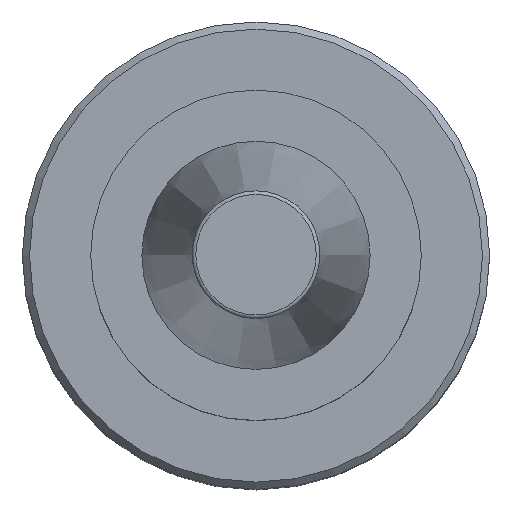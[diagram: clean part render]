
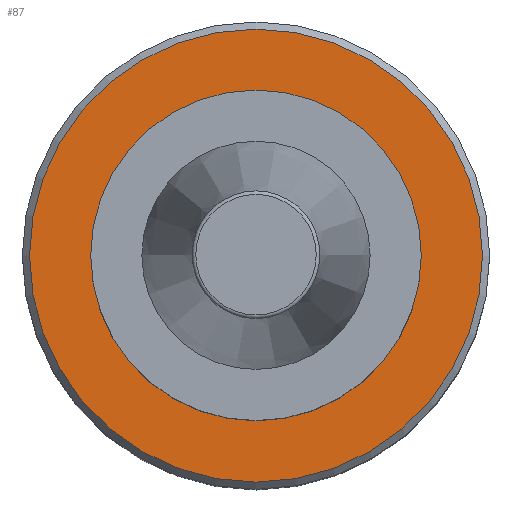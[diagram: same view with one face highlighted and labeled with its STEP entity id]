
A CAD part, top view. The second image highlights one B-rep face of the part: STEP entity #87.
In plain terms, the highlighted planar face has unit normal (0, 0, 1).
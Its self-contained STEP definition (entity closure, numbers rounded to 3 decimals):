
#53=FACE_BOUND('',#119,.T.);
#54=FACE_BOUND('',#120,.T.);
#87=ADVANCED_FACE('',(#53,#54),#104,.T.);
#104=PLANE('',#255);
#119=EDGE_LOOP('',(#157));
#120=EDGE_LOOP('',(#158));
#157=ORIENTED_EDGE('',*,*,#211,.T.);
#158=ORIENTED_EDGE('',*,*,#210,.F.);
#191=VERTEX_POINT('',#376);
#192=VERTEX_POINT('',#379);
#210=EDGE_CURVE('',#191,#191,#229,.T.);
#211=EDGE_CURVE('',#192,#192,#230,.T.);
#229=CIRCLE('',#252,31.5);
#230=CIRCLE('',#254,22.25);
#252=AXIS2_PLACEMENT_3D('',#375,#299,#300);
#254=AXIS2_PLACEMENT_3D('',#378,#303,#304);
#255=AXIS2_PLACEMENT_3D('',#380,#305,#306);
#299=DIRECTION('',(0.,0.,-1.0));
#300=DIRECTION('',(-1.0,0.0,0.0));
#303=DIRECTION('',(0.,0.,-1.0));
#304=DIRECTION('',(-1.0,0.0,0.0));
#305=DIRECTION('',(0.,0.,1.0));
#306=DIRECTION('',(1.0,0.0,0.));
#375=CARTESIAN_POINT('',(0.,0.,-25.0));
#376=CARTESIAN_POINT('',(-31.5,0.,-25.0));
#378=CARTESIAN_POINT('',(0.,0.,-25.0));
#379=CARTESIAN_POINT('',(-22.25,0.,-25.0));
#380=CARTESIAN_POINT('',(-20.248,-24.13,-25.0));
